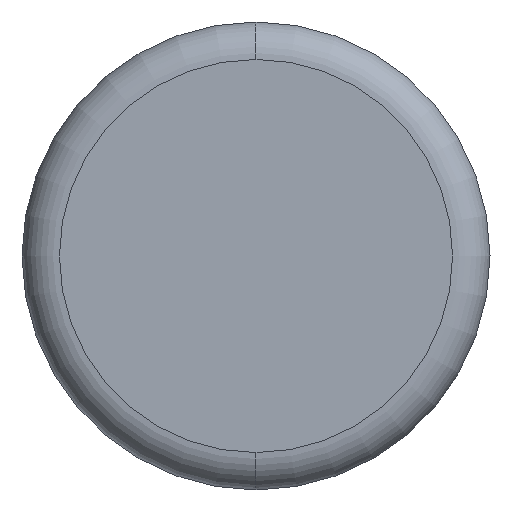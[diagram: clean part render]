
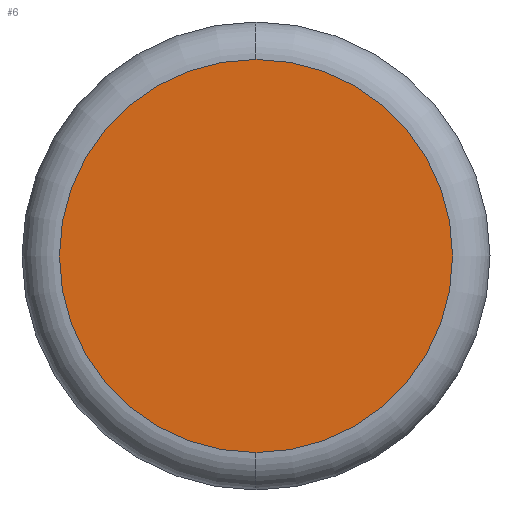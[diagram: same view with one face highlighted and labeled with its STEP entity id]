
A CAD part, front view. The second image highlights one B-rep face of the part: STEP entity #6.
In plain terms, the highlighted planar face has unit normal (0, -1, 0).
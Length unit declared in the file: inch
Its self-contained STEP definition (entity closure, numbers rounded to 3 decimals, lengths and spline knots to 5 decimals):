
#6 = ADVANCED_FACE ( 'NONE', ( #79 ), #233, .T. ) ;
#11 = AXIS2_PLACEMENT_3D ( 'NONE', #204, #374, #413 ) ;
#28 = DIRECTION ( 'NONE',  ( 0., 0., -1. ) ) ;
#49 = EDGE_CURVE ( 'NONE', #532, #110, #404, .T. ) ;
#66 = EDGE_CURVE ( 'NONE', #110, #532, #443, .T. ) ;
#78 = CARTESIAN_POINT ( 'NONE',  ( 0., 0., 0. ) ) ;
#79 = FACE_OUTER_BOUND ( 'NONE', #200, .T. ) ;
#110 = VERTEX_POINT ( 'NONE', #248 ) ;
#137 = CARTESIAN_POINT ( 'NONE',  ( 0., 0., 0.1575 ) ) ;
#200 = EDGE_LOOP ( 'NONE', ( #442, #431 ) ) ;
#204 = CARTESIAN_POINT ( 'NONE',  ( 0., 0., 0. ) ) ;
#233 = PLANE ( 'NONE',  #537 ) ;
#244 = DIRECTION ( 'NONE',  ( 0., -1., 0. ) ) ;
#248 = CARTESIAN_POINT ( 'NONE',  ( 0., 0., -0.1575 ) ) ;
#363 = AXIS2_PLACEMENT_3D ( 'NONE', #460, #368, #459 ) ;
#368 = DIRECTION ( 'NONE',  ( 0., -1., 0. ) ) ;
#374 = DIRECTION ( 'NONE',  ( 0., -1., 0. ) ) ;
#404 = CIRCLE ( 'NONE', #363, 0.1575 ) ;
#413 = DIRECTION ( 'NONE',  ( 0., 0., -1. ) ) ;
#431 = ORIENTED_EDGE ( 'NONE', *, *, #49, .T. ) ;
#442 = ORIENTED_EDGE ( 'NONE', *, *, #66, .T. ) ;
#443 = CIRCLE ( 'NONE', #11, 0.1575 ) ;
#459 = DIRECTION ( 'NONE',  ( 0., 0., -1. ) ) ;
#460 = CARTESIAN_POINT ( 'NONE',  ( 0., 0., 0. ) ) ;
#532 = VERTEX_POINT ( 'NONE', #137 ) ;
#537 = AXIS2_PLACEMENT_3D ( 'NONE', #78, #244, #28 ) ;
